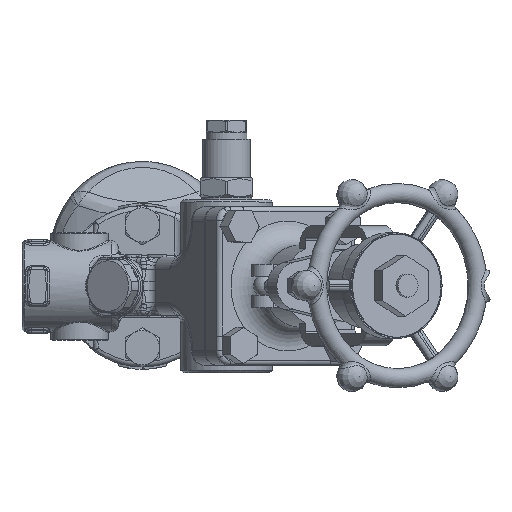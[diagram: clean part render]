
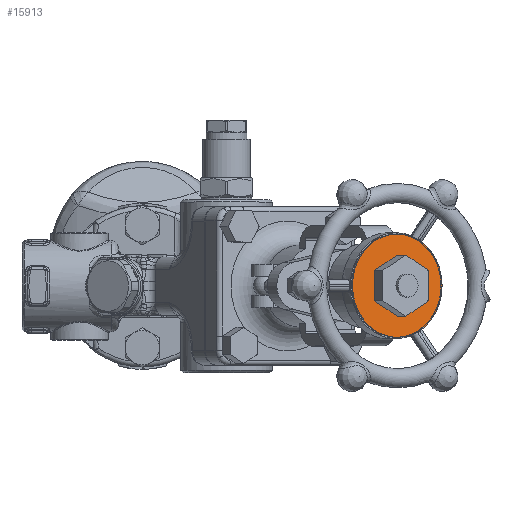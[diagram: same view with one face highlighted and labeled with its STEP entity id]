
A CAD part, top view. The second image highlights one B-rep face of the part: STEP entity #15913.
In plain terms, the highlighted planar face has unit normal (0.5, 0, 0.866).
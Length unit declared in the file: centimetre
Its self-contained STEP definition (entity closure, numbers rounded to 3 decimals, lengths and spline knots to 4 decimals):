
#452=PLANE('',#17131);
#798=FACE_BOUND('',#2008,.T.);
#1056=FACE_OUTER_BOUND('',#2007,.T.);
#2007=EDGE_LOOP('',(#11059));
#2008=EDGE_LOOP('',(#11060,#11061,#11062,#11063,#11064,#11065));
#3499=CIRCLE('',#17129,2.15);
#4328=LINE('',#26129,#5339);
#4332=LINE('',#26137,#5343);
#4335=LINE('',#26143,#5346);
#4338=LINE('',#26149,#5349);
#4341=LINE('',#26155,#5352);
#4344=LINE('',#26160,#5355);
#5339=VECTOR('',#19520,1.);
#5343=VECTOR('',#19526,1.);
#5346=VECTOR('',#19531,1.);
#5349=VECTOR('',#19536,1.);
#5352=VECTOR('',#19541,1.);
#5355=VECTOR('',#19546,1.);
#6613=VERTEX_POINT('',#26127);
#6614=VERTEX_POINT('',#26128);
#6617=VERTEX_POINT('',#26136);
#6619=VERTEX_POINT('',#26142);
#6621=VERTEX_POINT('',#26148);
#6623=VERTEX_POINT('',#26154);
#6625=VERTEX_POINT('',#26164);
#8279=EDGE_CURVE('',#6613,#6614,#4328,.T.);
#8283=EDGE_CURVE('',#6614,#6617,#4332,.T.);
#8286=EDGE_CURVE('',#6617,#6619,#4335,.T.);
#8289=EDGE_CURVE('',#6619,#6621,#4338,.T.);
#8292=EDGE_CURVE('',#6621,#6623,#4341,.T.);
#8295=EDGE_CURVE('',#6623,#6613,#4344,.T.);
#8297=EDGE_CURVE('',#6625,#6625,#3499,.T.);
#11059=ORIENTED_EDGE('',*,*,#8297,.T.);
#11060=ORIENTED_EDGE('',*,*,#8279,.T.);
#11061=ORIENTED_EDGE('',*,*,#8283,.T.);
#11062=ORIENTED_EDGE('',*,*,#8286,.T.);
#11063=ORIENTED_EDGE('',*,*,#8289,.T.);
#11064=ORIENTED_EDGE('',*,*,#8292,.T.);
#11065=ORIENTED_EDGE('',*,*,#8295,.T.);
#15913=ADVANCED_FACE('',(#1056,#798),#452,.T.);
#17129=AXIS2_PLACEMENT_3D('',#26165,#19552,#19553);
#17131=AXIS2_PLACEMENT_3D('',#26169,#19557,#19558);
#19520=DIRECTION('',(0.,1.,0.));
#19526=DIRECTION('',(0.75,0.5,-0.433));
#19531=DIRECTION('',(0.75,-0.5,-0.433));
#19536=DIRECTION('',(0.,-1.,0.));
#19541=DIRECTION('',(-0.75,-0.5,0.433));
#19546=DIRECTION('',(-0.75,0.5,0.433));
#19552=DIRECTION('center_axis',(0.5,0.,
0.866));
#19553=DIRECTION('ref_axis',(0.866,0.,-0.5));
#19557=DIRECTION('center_axis',(0.5,0.,
0.866));
#19558=DIRECTION('ref_axis',(-0.866,0.,0.5));
#26127=CARTESIAN_POINT('',(9.6474,-0.6351,17.8992));
#26128=CARTESIAN_POINT('',(9.6474,0.6351,17.8992));
#26129=CARTESIAN_POINT('',(9.6474,0.3175,17.8992));
#26136=CARTESIAN_POINT('',(10.6,1.2702,17.3492));
#26137=CARTESIAN_POINT('',(10.3618,1.1114,17.4867));
#26142=CARTESIAN_POINT('',(11.5526,0.6351,16.7992));
#26143=CARTESIAN_POINT('',(11.3145,0.7939,16.9367));
#26148=CARTESIAN_POINT('',(11.5526,-0.6351,16.7992));
#26149=CARTESIAN_POINT('',(11.5526,-0.3175,16.7992));
#26154=CARTESIAN_POINT('',(10.6,-1.2702,17.3492));
#26155=CARTESIAN_POINT('',(10.8382,-1.1114,17.2117));
#26160=CARTESIAN_POINT('',(9.8855,-0.7939,17.7617));
#26164=CARTESIAN_POINT('',(8.738,0.,18.4242));
#26165=CARTESIAN_POINT('Origin',(10.6,0.,
17.3492));
#26169=CARTESIAN_POINT('Origin',(10.6,0.,
17.3492));
